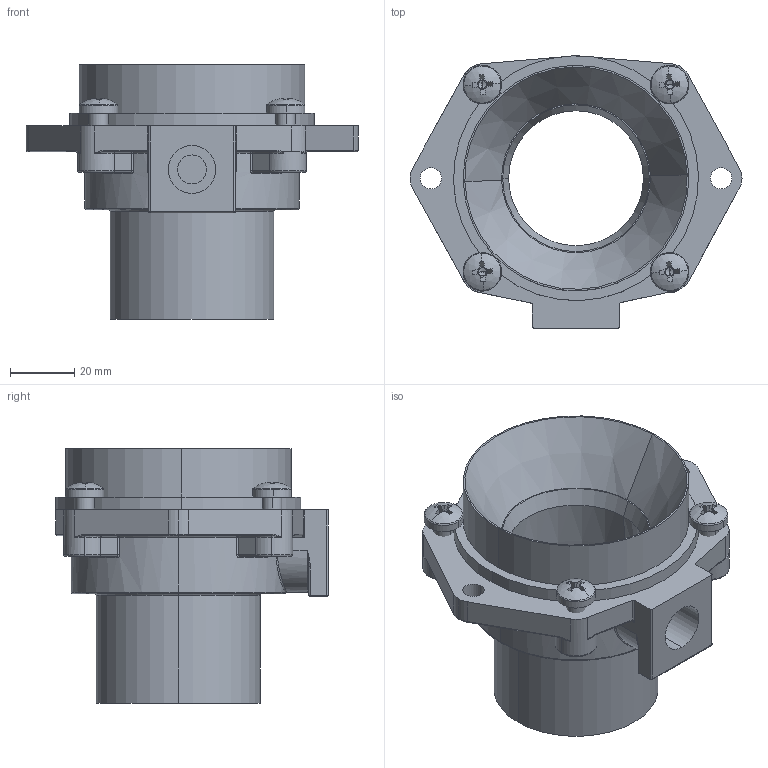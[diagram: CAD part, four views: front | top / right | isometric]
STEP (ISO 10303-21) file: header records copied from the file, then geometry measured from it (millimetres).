
FILE_DESCRIPTION (( 'STEP AP214' ), '1' );
FILE_NAME ('amplificatore d''aria 903BSP.STEP', '2013-01-16T13:41:34', ( 'PC' ), ( '' ), 'SwSTEP 2.0', 'SolidWorks 2012', '' );
FILE_SCHEMA (( 'AUTOMOTIVE_DESIGN' ));
Length unit declared in the file: millimetre
Products named in the file (4): ISO 7045 - M6 x 16 - Z --- 16C_ISO 7045 - M6 x 16 - Z --- 16C; 12-181-PA-021 cono amplificatore d''aria 903BSP; amplificatore d''aria 903BSP; 12-181-PA-020 amplificatore d''aria BASE   903BSP
Assembly tree (6 placements, depth 2):
  amplificatore d''aria 903BSP
    12-181-PA-020 amplificatore d''aria BASE   903BSP
    12-181-PA-021 cono amplificatore d''aria 903BSP
    ISO 7045 - M6 x 16 - Z --- 16C_ISO 7045 - M6 x 16 - Z --- 16C  x4
Bounding box: 103 x 84.5 x 79 mm (x, y, z)
Volume: 127967.1 mm3; surface area: 47088.1 mm2
Topology: 6 solids, 6 shells, 364 faces, 882 edges, 514 vertices
Faces by surface type: plane 112, cylinder 105, torus 54, bspline 39, cone 30, sphere 24
Entity records: 8979 total; most frequent: CARTESIAN_POINT 2843, DIRECTION 1278, ORIENTED_EDGE 1216, EDGE_CURVE 608, AXIS2_PLACEMENT_3D 541, VERTEX_POINT 357, CIRCLE 309, EDGE_LOOP 283
